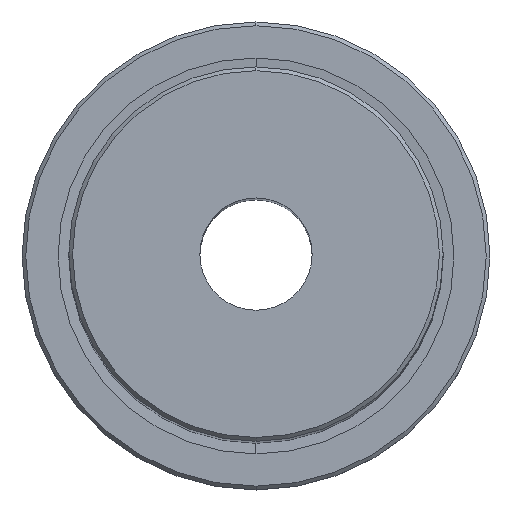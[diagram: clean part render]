
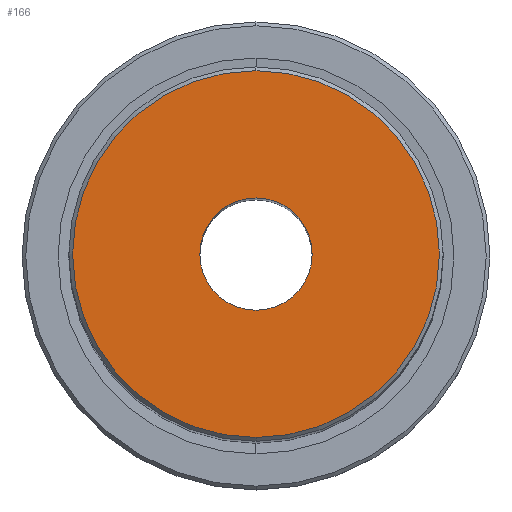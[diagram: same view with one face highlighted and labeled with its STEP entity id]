
A CAD part, top view. The second image highlights one B-rep face of the part: STEP entity #166.
In plain terms, the highlighted planar face has unit normal (0, 0, 1).
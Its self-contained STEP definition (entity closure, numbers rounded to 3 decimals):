
#144=EDGE_CURVE('NONE',#236,#234,#378,.T.);
#158=VERTEX_POINT('NONE',#393);
#166=ADVANCED_FACE('NONE',(#401,#402),#403,.T.);
#234=VERTEX_POINT('NONE',#483);
#236=VERTEX_POINT('NONE',#485);
#258=EDGE_CURVE('NONE',#158,#268,#510,.T.);
#268=VERTEX_POINT('NONE',#520);
#296=EDGE_CURVE('NONE',#234,#236,#554,.T.);
#312=EDGE_CURVE('NONE',#268,#158,#571,.T.);
#378=CIRCLE('',#635,9.8);
#393=CARTESIAN_POINT('',(0.0,-3.,60.0));
#401=FACE_OUTER_BOUND('',#665,.T.);
#402=FACE_BOUND('',#666,.T.);
#403=PLANE('',#667);
#483=CARTESIAN_POINT('',(0.0,-9.8,60.0));
#485=CARTESIAN_POINT('',(0.,9.8,60.0));
#510=CIRCLE('',#803,3.);
#520=CARTESIAN_POINT('',(0.,3.,60.0));
#554=CIRCLE('',#856,9.8);
#571=CIRCLE('',#877,3.);
#635=AXIS2_PLACEMENT_3D('',#949,#950,#951);
#665=EDGE_LOOP('',(#972,#973));
#666=EDGE_LOOP('',(#974,#975));
#667=AXIS2_PLACEMENT_3D('',#976,#977,#978);
#803=AXIS2_PLACEMENT_3D('',#1122,#1123,#1124);
#856=AXIS2_PLACEMENT_3D('',#1192,#1193,#1194);
#877=AXIS2_PLACEMENT_3D('',#1212,#1213,#1214);
#949=CARTESIAN_POINT('',(0.0,0.0,60.0));
#950=DIRECTION('',(0.0,-0.0,1.0));
#951=DIRECTION('',(0.0,1.0,0.0));
#972=ORIENTED_EDGE('',*,*,#296,.T.);
#973=ORIENTED_EDGE('',*,*,#144,.T.);
#974=ORIENTED_EDGE('',*,*,#258,.T.);
#975=ORIENTED_EDGE('',*,*,#312,.T.);
#976=CARTESIAN_POINT('',(-3.,0.0,60.0));
#977=DIRECTION('',(0.0,-0.0,1.0));
#978=DIRECTION('',(0.0,1.0,0.0));
#1122=CARTESIAN_POINT('',(0.0,0.0,60.0));
#1123=DIRECTION('',(0.0,0.0,-1.0));
#1124=DIRECTION('',(0.0,-1.0,0.0));
#1192=CARTESIAN_POINT('',(0.0,0.0,60.0));
#1193=DIRECTION('',(0.0,-0.0,1.0));
#1194=DIRECTION('',(0.0,1.0,0.0));
#1212=CARTESIAN_POINT('',(0.0,0.0,60.0));
#1213=DIRECTION('',(0.0,0.0,-1.0));
#1214=DIRECTION('',(0.0,-1.0,0.0));
